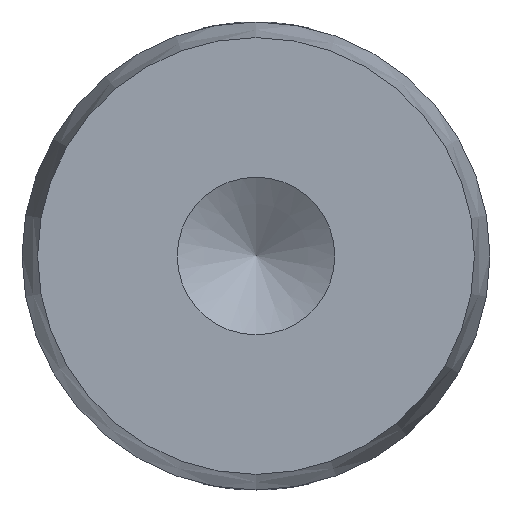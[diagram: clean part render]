
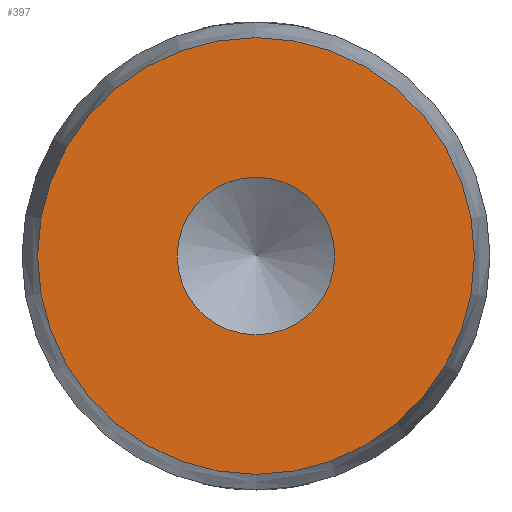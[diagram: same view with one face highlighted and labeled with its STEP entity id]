
A CAD part, front view. The second image highlights one B-rep face of the part: STEP entity #397.
In plain terms, the highlighted planar face has unit normal (0, -1, 0).
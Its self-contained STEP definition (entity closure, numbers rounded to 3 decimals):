
#30=PLANE('',#429);
#40=CIRCLE('',#430,5.053);
#41=CIRCLE('',#431,14.);
#60=ORIENTED_EDGE('',*,*,#104,.T.);
#61=ORIENTED_EDGE('',*,*,#105,.T.);
#104=EDGE_CURVE('',#126,#126,#40,.T.);
#105=EDGE_CURVE('',#127,#127,#41,.F.);
#126=VERTEX_POINT('',#633);
#127=VERTEX_POINT('',#635);
#156=EDGE_LOOP('',(#60));
#157=EDGE_LOOP('',(#61));
#200=FACE_BOUND('',#156,.T.);
#201=FACE_BOUND('',#157,.T.);
#397=ADVANCED_FACE('',(#200,#201),#30,.F.);
#429=AXIS2_PLACEMENT_3D('',#631,#475,#476);
#430=AXIS2_PLACEMENT_3D('',#632,#477,#478);
#431=AXIS2_PLACEMENT_3D('',#634,#479,#480);
#475=DIRECTION('',(0.,1.,0.));
#476=DIRECTION('',(0.,0.,1.));
#477=DIRECTION('',(0.,1.,0.));
#478=DIRECTION('',(0.,0.,-1.));
#479=DIRECTION('',(0.,1.,0.));
#480=DIRECTION('',(0.,0.,1.));
#631=CARTESIAN_POINT('',(0.,-119.,0.));
#632=CARTESIAN_POINT('',(0.,-119.,0.));
#633=CARTESIAN_POINT('',(0.,-119.,-5.053));
#634=CARTESIAN_POINT('',(0.,-119.,0.));
#635=CARTESIAN_POINT('',(0.,-119.,14.));
